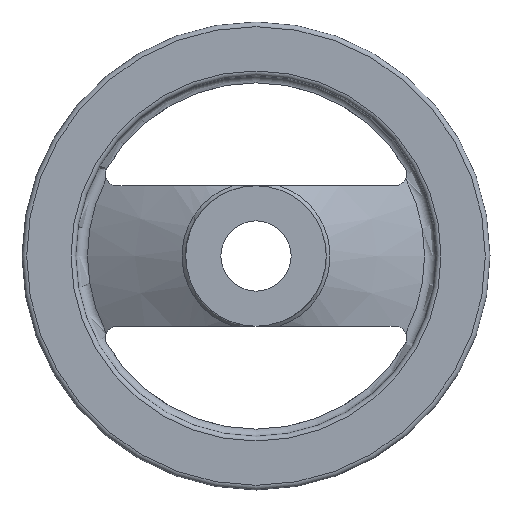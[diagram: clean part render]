
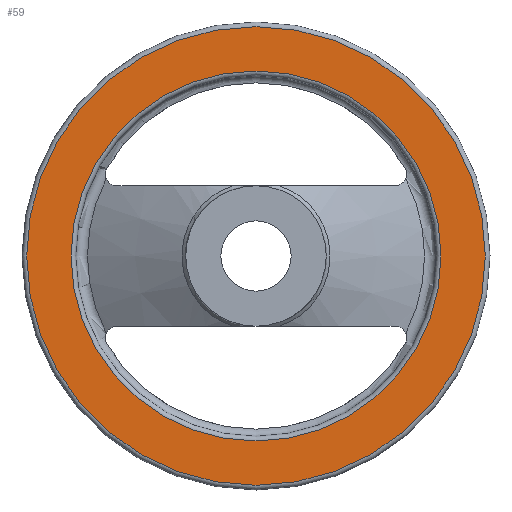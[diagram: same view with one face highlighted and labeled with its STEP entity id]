
A CAD part, left-side view. The second image highlights one B-rep face of the part: STEP entity #59.
In plain terms, the highlighted planar face has unit normal (-1, 0, 0).
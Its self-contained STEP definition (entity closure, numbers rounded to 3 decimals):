
#59 = ADVANCED_FACE( '', ( #139, #140 ), #141, .F. );
#139 = FACE_OUTER_BOUND( '', #248, .T. );
#140 = FACE_BOUND( '', #249, .T. );
#141 = PLANE( '', #250 );
#248 = EDGE_LOOP( '', ( #360 ) );
#249 = EDGE_LOOP( '', ( #361 ) );
#250 = AXIS2_PLACEMENT_3D( '', #362, #363, #364 );
#360 = ORIENTED_EDGE( '', *, *, #593, .F. );
#361 = ORIENTED_EDGE( '', *, *, #586, .T. );
#362 = CARTESIAN_POINT( '', ( 15.2, 31.62, 0. ) );
#363 = DIRECTION( '', ( 1., 0., 0. ) );
#364 = DIRECTION( '', ( 0., 0., -1. ) );
#586 = EDGE_CURVE( '', #681, #681, #682, .T. );
#593 = EDGE_CURVE( '', #693, #693, #694, .T. );
#681 = VERTEX_POINT( '', #818 );
#682 = CIRCLE( '', #819, 31.62 );
#693 = VERTEX_POINT( '', #850 );
#694 = CIRCLE( '', #851, 39.2 );
#818 = CARTESIAN_POINT( '', ( 15.2, 0., -31.62 ) );
#819 = AXIS2_PLACEMENT_3D( '', #1252, #1253, #1254 );
#850 = CARTESIAN_POINT( '', ( 15.2, 0., -39.2 ) );
#851 = AXIS2_PLACEMENT_3D( '', #1261, #1262, #1263 );
#1252 = CARTESIAN_POINT( '', ( 15.2, 0., 0. ) );
#1253 = DIRECTION( '', ( 1., 0., 0. ) );
#1254 = DIRECTION( '', ( 0., 0., -1. ) );
#1261 = CARTESIAN_POINT( '', ( 15.2, 0., 0. ) );
#1262 = DIRECTION( '', ( 1., 0., 0. ) );
#1263 = DIRECTION( '', ( 0., 0., -1. ) );
